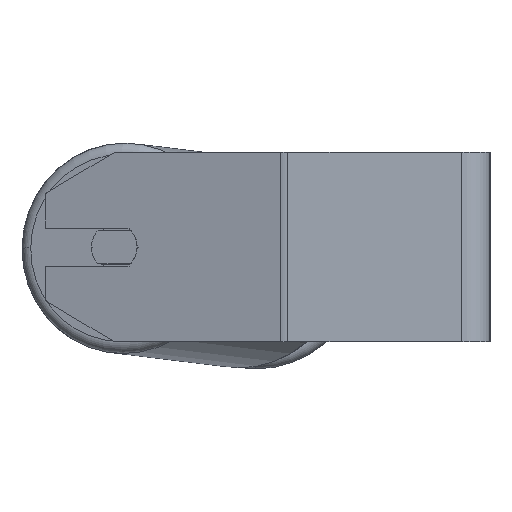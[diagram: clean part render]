
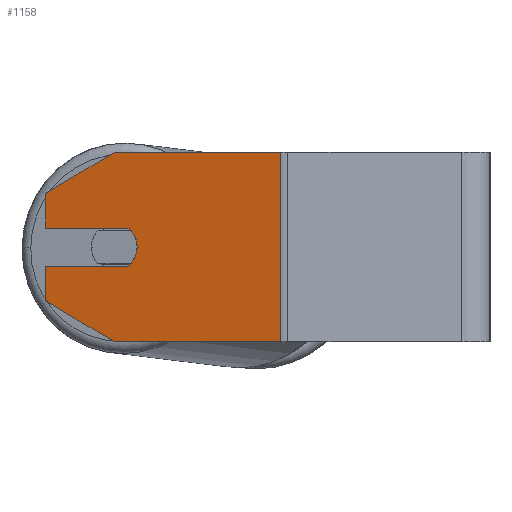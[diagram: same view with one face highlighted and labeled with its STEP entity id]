
A CAD part, left-side view. The second image highlights one B-rep face of the part: STEP entity #1158.
In plain terms, the highlighted planar face has unit normal (-0.966, 0.259, 0).
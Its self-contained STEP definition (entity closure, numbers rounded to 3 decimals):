
#24 = VERTEX_POINT ( 'NONE', #159 ) ;
#32 = PLANE ( 'NONE',  #3024 ) ;
#39 = ORIENTED_EDGE ( 'NONE', *, *, #2978, .F. ) ;
#159 = CARTESIAN_POINT ( 'NONE',  ( -332.997, 187.811, 8. ) ) ;
#247 = VERTEX_POINT ( 'NONE', #2958 ) ;
#412 = EDGE_CURVE ( 'NONE', #247, #8511, #5420, .T. ) ;
#417 = CARTESIAN_POINT ( 'NONE',  ( -332.997, 187.811, 40. ) ) ;
#781 = LINE ( 'NONE', #7045, #3490 ) ;
#997 = CARTESIAN_POINT ( 'NONE',  ( -359.591, 88.562, 40. ) ) ;
#1086 = CARTESIAN_POINT ( 'NONE',  ( -340.762, 158.834, 40. ) ) ;
#1119 = VERTEX_POINT ( 'NONE', #2845 ) ;
#1151 = ORIENTED_EDGE ( 'NONE', *, *, #1256, .F. ) ;
#1158 = ADVANCED_FACE ( 'NONE', ( #4081 ), #32, .F. ) ;
#1213 = VERTEX_POINT ( 'NONE', #5397 ) ;
#1256 = EDGE_CURVE ( 'NONE', #4771, #247, #6850, .T. ) ;
#1294 = LINE ( 'NONE', #2731, #1616 ) ;
#1314 = EDGE_CURVE ( 'NONE', #1213, #8483, #6492, .T. ) ;
#1424 = DIRECTION ( 'NONE',  ( -0.259, -0.966, 0. ) ) ;
#1488 = VECTOR ( 'NONE', #7134, 1000. ) ;
#1616 = VECTOR ( 'NONE', #5719, 1000. ) ;
#1660 = EDGE_CURVE ( 'NONE', #7394, #24, #1294, .T. ) ;
#1732 = ORIENTED_EDGE ( 'NONE', *, *, #3336, .T. ) ;
#1776 = VECTOR ( 'NONE', #4676, 1000. ) ;
#1922 = DIRECTION ( 'NONE',  ( -0.259, -0.966, 0. ) ) ;
#2251 = EDGE_CURVE ( 'NONE', #3420, #8351, #3163, .T. ) ;
#2301 = ORIENTED_EDGE ( 'NONE', *, *, #4700, .F. ) ;
#2340 = CARTESIAN_POINT ( 'NONE',  ( -340.762, 158.834, 0. ) ) ;
#2569 = CARTESIAN_POINT ( 'NONE',  ( -342.315, 153.038, 8. ) ) ;
#2633 = CARTESIAN_POINT ( 'NONE',  ( -342.315, 153.038, -8. ) ) ;
#2665 = ORIENTED_EDGE ( 'NONE', *, *, #5878, .T. ) ;
#2731 = CARTESIAN_POINT ( 'NONE',  ( -332.997, 187.811, 40. ) ) ;
#2845 = CARTESIAN_POINT ( 'NONE',  ( -359.591, 88.562, 40. ) ) ;
#2958 = CARTESIAN_POINT ( 'NONE',  ( -343.35, 149.174, 0. ) ) ;
#2978 = EDGE_CURVE ( 'NONE', #7285, #1119, #4424, .T. ) ;
#3024 = AXIS2_PLACEMENT_3D ( 'NONE', #7510, #8213, #6243 ) ;
#3094 = DIRECTION ( 'NONE',  ( 0.259, 0.966, 0. ) ) ;
#3115 = ORIENTED_EDGE ( 'NONE', *, *, #1660, .T. ) ;
#3163 = LINE ( 'NONE', #417, #5904 ) ;
#3176 = ORIENTED_EDGE ( 'NONE', *, *, #412, .F. ) ;
#3205 = VECTOR ( 'NONE', #3094, 1000. ) ;
#3336 = EDGE_CURVE ( 'NONE', #7285, #7394, #5989, .T. ) ;
#3344 = CARTESIAN_POINT ( 'NONE',  ( -332.997, 187.811, 22.679 ) ) ;
#3420 = VERTEX_POINT ( 'NONE', #4639 ) ;
#3490 = VECTOR ( 'NONE', #7564, 1000. ) ;
#3590 = VECTOR ( 'NONE', #7123, 1000. ) ;
#3688 = EDGE_CURVE ( 'NONE', #8511, #24, #7236, .T. ) ;
#4081 = FACE_OUTER_BOUND ( 'NONE', #4087, .T. ) ;
#4087 = EDGE_LOOP ( 'NONE', ( #1151, #6988, #8398, #2665, #5773, #2301, #39, #1732, #3115, #5101, #3176 ) ) ;
#4188 = CARTESIAN_POINT ( 'NONE',  ( -342.315, 153.038, 8. ) ) ;
#4424 = LINE ( 'NONE', #6419, #3590 ) ;
#4639 = CARTESIAN_POINT ( 'NONE',  ( -332.997, 187.811, -8. ) ) ;
#4676 = DIRECTION ( 'NONE',  ( 0.224, 0.837, -0.5 ) ) ;
#4700 = EDGE_CURVE ( 'NONE', #1119, #8483, #7789, .T. ) ;
#4771 = VERTEX_POINT ( 'NONE', #5763 ) ;
#4879 = VECTOR ( 'NONE', #1424, 1000. ) ;
#5101 = ORIENTED_EDGE ( 'NONE', *, *, #3688, .F. ) ;
#5244 = CARTESIAN_POINT ( 'NONE',  ( -332.997, 187.811, 22.679 ) ) ;
#5370 = LINE ( 'NONE', #2633, #5410 ) ;
#5397 = CARTESIAN_POINT ( 'NONE',  ( -340.762, 158.834, -40. ) ) ;
#5410 = VECTOR ( 'NONE', #5935, 1000. ) ;
#5420 = CIRCLE ( 'NONE', #8673, 10. ) ;
#5624 = CARTESIAN_POINT ( 'NONE',  ( -332.997, 187.811, -40. ) ) ;
#5719 = DIRECTION ( 'NONE',  ( 0., 0., -1. ) ) ;
#5763 = CARTESIAN_POINT ( 'NONE',  ( -342.315, 153.038, -8. ) ) ;
#5773 = ORIENTED_EDGE ( 'NONE', *, *, #1314, .T. ) ;
#5833 = DIRECTION ( 'NONE',  ( 0., 0., -1. ) ) ;
#5878 = EDGE_CURVE ( 'NONE', #8351, #1213, #781, .T. ) ;
#5904 = VECTOR ( 'NONE', #5833, 1000. ) ;
#5935 = DIRECTION ( 'NONE',  ( -0.259, -0.966, 0. ) ) ;
#5989 = LINE ( 'NONE', #5244, #1776 ) ;
#6243 = DIRECTION ( 'NONE',  ( 0.259, 0.966, 0. ) ) ;
#6419 = CARTESIAN_POINT ( 'NONE',  ( -332.997, 187.811, 40. ) ) ;
#6492 = LINE ( 'NONE', #5624, #4879 ) ;
#6717 = CARTESIAN_POINT ( 'NONE',  ( -359.591, 88.562, -40. ) ) ;
#6742 = EDGE_CURVE ( 'NONE', #3420, #4771, #5370, .T. ) ;
#6747 = DIRECTION ( 'NONE',  ( -0.966, 0.259, 0. ) ) ;
#6850 = CIRCLE ( 'NONE', #8689, 10. ) ;
#6988 = ORIENTED_EDGE ( 'NONE', *, *, #6742, .F. ) ;
#7044 = DIRECTION ( 'NONE',  ( -0.259, -0.966, 0. ) ) ;
#7045 = CARTESIAN_POINT ( 'NONE',  ( -340.762, 158.834, -40. ) ) ;
#7123 = DIRECTION ( 'NONE',  ( -0.259, -0.966, 0. ) ) ;
#7134 = DIRECTION ( 'NONE',  ( 0., 0., -1. ) ) ;
#7236 = LINE ( 'NONE', #2569, #3205 ) ;
#7285 = VERTEX_POINT ( 'NONE', #1086 ) ;
#7394 = VERTEX_POINT ( 'NONE', #3344 ) ;
#7510 = CARTESIAN_POINT ( 'NONE',  ( -332.997, 187.811, 40. ) ) ;
#7564 = DIRECTION ( 'NONE',  ( -0.224, -0.837, -0.5 ) ) ;
#7789 = LINE ( 'NONE', #997, #1488 ) ;
#7954 = CARTESIAN_POINT ( 'NONE',  ( -332.997, 187.811, -22.679 ) ) ;
#7979 = CARTESIAN_POINT ( 'NONE',  ( -340.762, 158.834, 0. ) ) ;
#8213 = DIRECTION ( 'NONE',  ( 0.966, -0.259, 0. ) ) ;
#8351 = VERTEX_POINT ( 'NONE', #7954 ) ;
#8398 = ORIENTED_EDGE ( 'NONE', *, *, #2251, .T. ) ;
#8483 = VERTEX_POINT ( 'NONE', #6717 ) ;
#8505 = DIRECTION ( 'NONE',  ( -0.966, 0.259, 0. ) ) ;
#8511 = VERTEX_POINT ( 'NONE', #4188 ) ;
#8673 = AXIS2_PLACEMENT_3D ( 'NONE', #7979, #6747, #1922 ) ;
#8689 = AXIS2_PLACEMENT_3D ( 'NONE', #2340, #8505, #7044 ) ;
